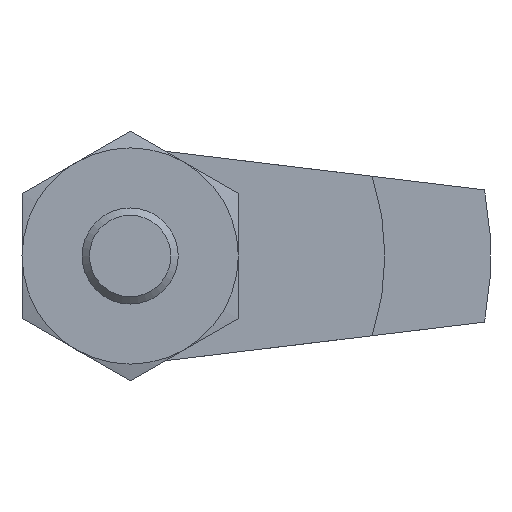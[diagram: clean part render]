
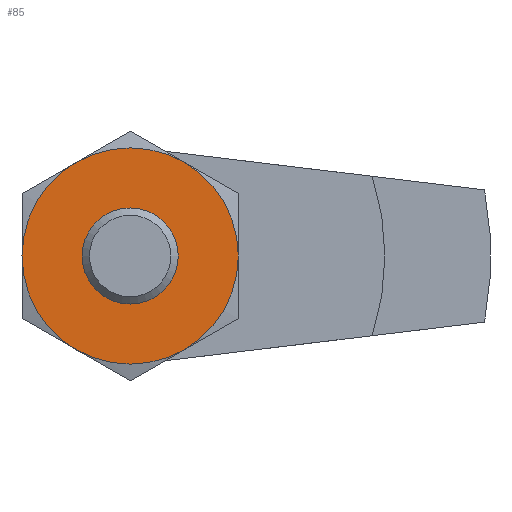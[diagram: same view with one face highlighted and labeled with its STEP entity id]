
A CAD part, front view. The second image highlights one B-rep face of the part: STEP entity #85.
In plain terms, the highlighted planar face has unit normal (0, -1, 0).
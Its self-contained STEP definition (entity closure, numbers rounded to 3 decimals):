
#85 = ADVANCED_FACE( '', ( #206, #207 ), #208, .F. );
#206 = FACE_BOUND( '', #369, .T. );
#207 = FACE_OUTER_BOUND( '', #370, .T. );
#208 = PLANE( '', #371 );
#369 = EDGE_LOOP( '', ( #550 ) );
#370 = EDGE_LOOP( '', ( #551, #552, #553, #554, #555, #556 ) );
#371 = AXIS2_PLACEMENT_3D( '', #557, #558, #559 );
#550 = ORIENTED_EDGE( '', *, *, #881, .F. );
#551 = ORIENTED_EDGE( '', *, *, #898, .T. );
#552 = ORIENTED_EDGE( '', *, *, #899, .T. );
#553 = ORIENTED_EDGE( '', *, *, #900, .T. );
#554 = ORIENTED_EDGE( '', *, *, #901, .T. );
#555 = ORIENTED_EDGE( '', *, *, #902, .T. );
#556 = ORIENTED_EDGE( '', *, *, #903, .T. );
#557 = CARTESIAN_POINT( '', ( 18., 0., 0. ) );
#558 = DIRECTION( '', ( 0., 1., 0. ) );
#559 = DIRECTION( '', ( 0., 0., 1. ) );
#881 = EDGE_CURVE( '', #1026, #1026, #1027, .T. );
#898 = EDGE_CURVE( '', #1055, #1056, #1057, .T. );
#899 = EDGE_CURVE( '', #1056, #1058, #1059, .T. );
#900 = EDGE_CURVE( '', #1058, #1060, #1061, .T. );
#901 = EDGE_CURVE( '', #1060, #1062, #1063, .T. );
#902 = EDGE_CURVE( '', #1062, #1064, #1065, .T. );
#903 = EDGE_CURVE( '', #1064, #1055, #1066, .T. );
#1026 = VERTEX_POINT( '', #1227 );
#1027 = CIRCLE( '', #1228, 6.5 );
#1055 = VERTEX_POINT( '', #1278 );
#1056 = VERTEX_POINT( '', #1279 );
#1057 = CIRCLE( '', #1280, 18. );
#1058 = VERTEX_POINT( '', #1281 );
#1059 = CIRCLE( '', #1282, 18. );
#1060 = VERTEX_POINT( '', #1283 );
#1061 = CIRCLE( '', #1284, 18. );
#1062 = VERTEX_POINT( '', #1285 );
#1063 = CIRCLE( '', #1286, 18. );
#1064 = VERTEX_POINT( '', #1287 );
#1065 = CIRCLE( '', #1288, 18. );
#1066 = CIRCLE( '', #1289, 18. );
#1227 = CARTESIAN_POINT( '', ( 0., 0., -6.5 ) );
#1228 = AXIS2_PLACEMENT_3D( '', #1604, #1605, #1606 );
#1278 = CARTESIAN_POINT( '', ( 9., 0., -15.588 ) );
#1279 = CARTESIAN_POINT( '', ( 18., 0., 0. ) );
#1280 = AXIS2_PLACEMENT_3D( '', #1624, #1625, #1626 );
#1281 = CARTESIAN_POINT( '', ( 9., 0., 15.588 ) );
#1282 = AXIS2_PLACEMENT_3D( '', #1627, #1628, #1629 );
#1283 = CARTESIAN_POINT( '', ( -9., 0., 15.588 ) );
#1284 = AXIS2_PLACEMENT_3D( '', #1630, #1631, #1632 );
#1285 = CARTESIAN_POINT( '', ( -18., 0., 0. ) );
#1286 = AXIS2_PLACEMENT_3D( '', #1633, #1634, #1635 );
#1287 = CARTESIAN_POINT( '', ( -9., 0., -15.588 ) );
#1288 = AXIS2_PLACEMENT_3D( '', #1636, #1637, #1638 );
#1289 = AXIS2_PLACEMENT_3D( '', #1639, #1640, #1641 );
#1604 = CARTESIAN_POINT( '', ( 0., 0., 0. ) );
#1605 = DIRECTION( '', ( 0., -1., 0. ) );
#1606 = DIRECTION( '', ( 0., 0., -1. ) );
#1624 = CARTESIAN_POINT( '', ( 0., 0., 0. ) );
#1625 = DIRECTION( '', ( 0., -1., 0. ) );
#1626 = DIRECTION( '', ( 0., 0., -1. ) );
#1627 = CARTESIAN_POINT( '', ( 0., 0., 0. ) );
#1628 = DIRECTION( '', ( 0., -1., 0. ) );
#1629 = DIRECTION( '', ( 0., 0., -1. ) );
#1630 = CARTESIAN_POINT( '', ( 0., 0., 0. ) );
#1631 = DIRECTION( '', ( 0., -1., 0. ) );
#1632 = DIRECTION( '', ( 0., 0., -1. ) );
#1633 = CARTESIAN_POINT( '', ( 0., 0., 0. ) );
#1634 = DIRECTION( '', ( 0., -1., 0. ) );
#1635 = DIRECTION( '', ( 0., 0., -1. ) );
#1636 = CARTESIAN_POINT( '', ( 0., 0., 0. ) );
#1637 = DIRECTION( '', ( 0., -1., 0. ) );
#1638 = DIRECTION( '', ( 0., 0., -1. ) );
#1639 = CARTESIAN_POINT( '', ( 0., 0., 0. ) );
#1640 = DIRECTION( '', ( 0., -1., 0. ) );
#1641 = DIRECTION( '', ( 0., 0., -1. ) );
